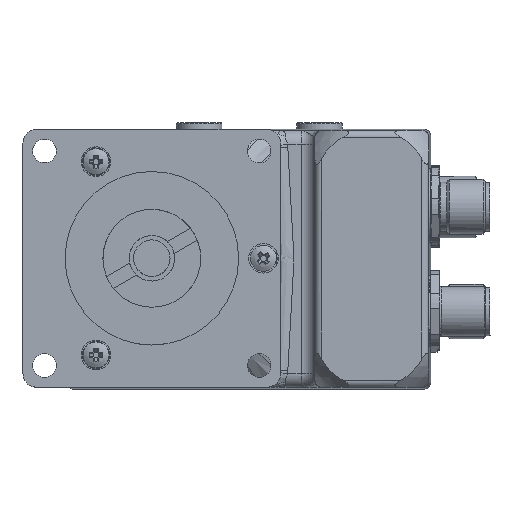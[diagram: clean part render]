
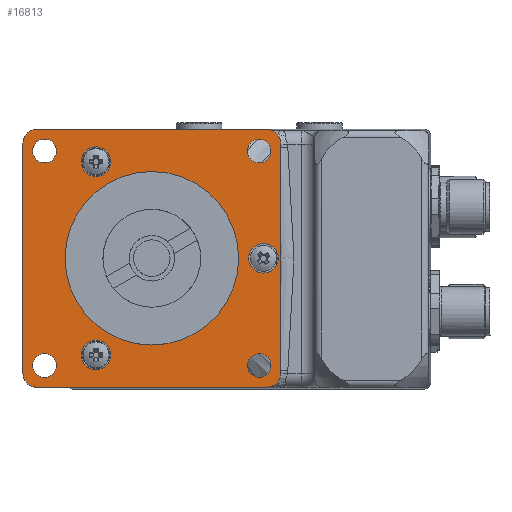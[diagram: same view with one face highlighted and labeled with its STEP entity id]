
A CAD part, top view. The second image highlights one B-rep face of the part: STEP entity #16813.
In plain terms, the highlighted planar face has unit normal (0, 0, 1).
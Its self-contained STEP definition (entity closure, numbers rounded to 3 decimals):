
#619=FACE_BOUND('',#2965,.T.);
#620=FACE_BOUND('',#2966,.T.);
#621=FACE_BOUND('',#2967,.T.);
#622=FACE_BOUND('',#2968,.T.);
#623=FACE_BOUND('',#2969,.T.);
#624=FACE_BOUND('',#2970,.T.);
#625=FACE_BOUND('',#2971,.T.);
#626=FACE_BOUND('',#2972,.T.);
#1069=CIRCLE('',#17928,2.6);
#1071=CIRCLE('',#17931,2.6);
#1080=CIRCLE('',#17945,3.);
#1081=CIRCLE('',#17947,3.);
#1082=CIRCLE('',#17949,3.);
#1083=CIRCLE('',#17950,3.);
#1084=CIRCLE('',#17951,19.05);
#1085=CIRCLE('',#17952,2.6);
#1086=CIRCLE('',#17953,2.6);
#1087=CIRCLE('',#17954,3.25);
#1088=CIRCLE('',#17955,3.25);
#1089=CIRCLE('',#17956,3.25);
#1090=CIRCLE('',#17957,3.25);
#1091=CIRCLE('',#17958,3.25);
#1092=CIRCLE('',#17959,3.25);
#2107=FACE_OUTER_BOUND('',#2964,.T.);
#2964=EDGE_LOOP('',(#11340,#11341,#11342,#11343,#11344,#11345,#11346,#11347));
#2965=EDGE_LOOP('',(#11348));
#2966=EDGE_LOOP('',(#11349));
#2967=EDGE_LOOP('',(#11350));
#2968=EDGE_LOOP('',(#11351));
#2969=EDGE_LOOP('',(#11352));
#2970=EDGE_LOOP('',(#11353,#11354));
#2971=EDGE_LOOP('',(#11355,#11356));
#2972=EDGE_LOOP('',(#11357,#11358));
#3953=LINE('',#25459,#5198);
#3960=LINE('',#25490,#5205);
#3961=LINE('',#25494,#5206);
#3962=LINE('',#25497,#5207);
#5198=VECTOR('',#20182,50.6);
#5205=VECTOR('',#20219,50.6);
#5206=VECTOR('',#20222,50.6);
#5207=VECTOR('',#20225,50.6);
#6563=VERTEX_POINT('',#25439);
#6565=VERTEX_POINT('',#25445);
#6570=VERTEX_POINT('',#25456);
#6571=VERTEX_POINT('',#25458);
#6578=VERTEX_POINT('',#25481);
#6579=VERTEX_POINT('',#25485);
#6580=VERTEX_POINT('',#25489);
#6581=VERTEX_POINT('',#25491);
#6582=VERTEX_POINT('',#25493);
#6583=VERTEX_POINT('',#25495);
#6584=VERTEX_POINT('',#25498);
#6585=VERTEX_POINT('',#25500);
#6586=VERTEX_POINT('',#25502);
#6587=VERTEX_POINT('',#25504);
#6588=VERTEX_POINT('',#25505);
#6589=VERTEX_POINT('',#25508);
#6590=VERTEX_POINT('',#25509);
#6591=VERTEX_POINT('',#25512);
#6592=VERTEX_POINT('',#25513);
#8502=EDGE_CURVE('',#6563,#6563,#1069,.T.);
#8505=EDGE_CURVE('',#6565,#6565,#1071,.T.);
#8511=EDGE_CURVE('',#6570,#6571,#3953,.T.);
#8523=EDGE_CURVE('',#6571,#6578,#1080,.T.);
#8526=EDGE_CURVE('',#6579,#6570,#1081,.T.);
#8527=EDGE_CURVE('',#6580,#6579,#3960,.T.);
#8528=EDGE_CURVE('',#6581,#6580,#1082,.T.);
#8529=EDGE_CURVE('',#6582,#6581,#3961,.T.);
#8530=EDGE_CURVE('',#6583,#6582,#1083,.T.);
#8531=EDGE_CURVE('',#6578,#6583,#3962,.T.);
#8532=EDGE_CURVE('',#6584,#6584,#1084,.T.);
#8533=EDGE_CURVE('',#6585,#6585,#1085,.T.);
#8534=EDGE_CURVE('',#6586,#6586,#1086,.T.);
#8535=EDGE_CURVE('',#6587,#6588,#1087,.T.);
#8536=EDGE_CURVE('',#6588,#6587,#1088,.T.);
#8537=EDGE_CURVE('',#6589,#6590,#1089,.T.);
#8538=EDGE_CURVE('',#6590,#6589,#1090,.T.);
#8539=EDGE_CURVE('',#6591,#6592,#1091,.T.);
#8540=EDGE_CURVE('',#6592,#6591,#1092,.T.);
#11340=ORIENTED_EDGE('',*,*,#8511,.F.);
#11341=ORIENTED_EDGE('',*,*,#8526,.F.);
#11342=ORIENTED_EDGE('',*,*,#8527,.F.);
#11343=ORIENTED_EDGE('',*,*,#8528,.F.);
#11344=ORIENTED_EDGE('',*,*,#8529,.F.);
#11345=ORIENTED_EDGE('',*,*,#8530,.F.);
#11346=ORIENTED_EDGE('',*,*,#8531,.F.);
#11347=ORIENTED_EDGE('',*,*,#8523,.F.);
#11348=ORIENTED_EDGE('',*,*,#8532,.T.);
#11349=ORIENTED_EDGE('',*,*,#8502,.T.);
#11350=ORIENTED_EDGE('',*,*,#8533,.T.);
#11351=ORIENTED_EDGE('',*,*,#8505,.T.);
#11352=ORIENTED_EDGE('',*,*,#8534,.T.);
#11353=ORIENTED_EDGE('',*,*,#8535,.T.);
#11354=ORIENTED_EDGE('',*,*,#8536,.T.);
#11355=ORIENTED_EDGE('',*,*,#8537,.T.);
#11356=ORIENTED_EDGE('',*,*,#8538,.T.);
#11357=ORIENTED_EDGE('',*,*,#8539,.T.);
#11358=ORIENTED_EDGE('',*,*,#8540,.T.);
#15546=PLANE('',#17948);
#16813=ADVANCED_FACE('',(#2107,#619,#620,#621,#622,#623,#624,#625,#626),
#15546,.T.);
#17928=AXIS2_PLACEMENT_3D('',#25440,#20165,#20166);
#17931=AXIS2_PLACEMENT_3D('',#25446,#20172,#20173);
#17945=AXIS2_PLACEMENT_3D('',#25482,#20209,#20210);
#17947=AXIS2_PLACEMENT_3D('',#25487,#20215,#20216);
#17948=AXIS2_PLACEMENT_3D('',#25488,#20217,#20218);
#17949=AXIS2_PLACEMENT_3D('',#25492,#20220,#20221);
#17950=AXIS2_PLACEMENT_3D('',#25496,#20223,#20224);
#17951=AXIS2_PLACEMENT_3D('',#25499,#20226,#20227);
#17952=AXIS2_PLACEMENT_3D('',#25501,#20228,#20229);
#17953=AXIS2_PLACEMENT_3D('',#25503,#20230,#20231);
#17954=AXIS2_PLACEMENT_3D('',#25506,#20232,#20233);
#17955=AXIS2_PLACEMENT_3D('',#25507,#20234,#20235);
#17956=AXIS2_PLACEMENT_3D('',#25510,#20236,#20237);
#17957=AXIS2_PLACEMENT_3D('',#25511,#20238,#20239);
#17958=AXIS2_PLACEMENT_3D('',#25514,#20240,#20241);
#17959=AXIS2_PLACEMENT_3D('',#25515,#20242,#20243);
#20165=DIRECTION('center_axis',(0.,0.,-1.));
#20166=DIRECTION('ref_axis',(0.,1.,0.));
#20172=DIRECTION('center_axis',(0.,0.,-1.));
#20173=DIRECTION('ref_axis',(0.,1.,0.));
#20182=DIRECTION('',(0.,-1.,0.));
#20209=DIRECTION('center_axis',(0.,0.,-1.));
#20210=DIRECTION('ref_axis',(0.,1.,0.));
#20215=DIRECTION('center_axis',(0.,0.,-1.));
#20216=DIRECTION('ref_axis',(-1.,0.,0.));
#20217=DIRECTION('center_axis',(0.,0.,1.));
#20218=DIRECTION('ref_axis',(0.,-1.,0.));
#20219=DIRECTION('',(1.,0.,0.));
#20220=DIRECTION('center_axis',(0.,0.,-1.));
#20221=DIRECTION('ref_axis',(0.,-1.,0.));
#20222=DIRECTION('',(0.,1.,0.));
#20223=DIRECTION('center_axis',(0.,0.,-1.));
#20224=DIRECTION('ref_axis',(1.,0.,0.));
#20225=DIRECTION('',(-1.,0.,0.));
#20226=DIRECTION('center_axis',(0.,0.,-1.));
#20227=DIRECTION('ref_axis',(0.,1.,0.));
#20228=DIRECTION('center_axis',(0.,0.,-1.));
#20229=DIRECTION('ref_axis',(0.,1.,0.));
#20230=DIRECTION('center_axis',(0.,0.,-1.));
#20231=DIRECTION('ref_axis',(0.,1.,0.));
#20232=DIRECTION('center_axis',(0.,0.,-1.));
#20233=DIRECTION('ref_axis',(0.,-1.,0.));
#20234=DIRECTION('center_axis',(0.,0.,-1.));
#20235=DIRECTION('ref_axis',(0.,-1.,0.));
#20236=DIRECTION('center_axis',(0.,0.,-1.));
#20237=DIRECTION('ref_axis',(0.,-1.,0.));
#20238=DIRECTION('center_axis',(0.,0.,-1.));
#20239=DIRECTION('ref_axis',(0.,-1.,0.));
#20240=DIRECTION('center_axis',(0.,0.,-1.));
#20241=DIRECTION('ref_axis',(0.,-1.,0.));
#20242=DIRECTION('center_axis',(0.,0.,-1.));
#20243=DIRECTION('ref_axis',(0.,-1.,0.));
#25439=CARTESIAN_POINT('',(-23.55,-26.15,0.));
#25440=CARTESIAN_POINT('Origin',(-23.55,-23.55,0.));
#25445=CARTESIAN_POINT('',(23.55,20.95,0.));
#25446=CARTESIAN_POINT('Origin',(23.55,23.55,0.));
#25456=CARTESIAN_POINT('',(28.3,25.3,0.));
#25458=CARTESIAN_POINT('',(28.3,-25.3,0.));
#25459=CARTESIAN_POINT('',(28.3,25.3,0.));
#25481=CARTESIAN_POINT('',(25.3,-28.3,0.));
#25482=CARTESIAN_POINT('Origin',(25.3,-25.3,0.));
#25485=CARTESIAN_POINT('',(25.3,28.3,0.));
#25487=CARTESIAN_POINT('Origin',(25.3,25.3,0.));
#25488=CARTESIAN_POINT('Origin',(0.,0.,
0.));
#25489=CARTESIAN_POINT('',(-25.3,28.3,0.));
#25490=CARTESIAN_POINT('',(-25.3,28.3,0.));
#25491=CARTESIAN_POINT('',(-28.3,25.3,0.));
#25492=CARTESIAN_POINT('Origin',(-25.3,25.3,0.));
#25493=CARTESIAN_POINT('',(-28.3,-25.3,0.));
#25494=CARTESIAN_POINT('',(-28.3,-25.3,0.));
#25495=CARTESIAN_POINT('',(-25.3,-28.3,0.));
#25496=CARTESIAN_POINT('Origin',(-25.3,-25.3,0.));
#25497=CARTESIAN_POINT('',(25.3,-28.3,0.));
#25498=CARTESIAN_POINT('',(0.,-19.05,0.));
#25499=CARTESIAN_POINT('Origin',(0.,0.,0.));
#25500=CARTESIAN_POINT('',(23.55,-26.15,0.));
#25501=CARTESIAN_POINT('Origin',(23.55,-23.55,0.));
#25502=CARTESIAN_POINT('',(-23.55,20.95,0.));
#25503=CARTESIAN_POINT('Origin',(-23.55,23.55,0.));
#25504=CARTESIAN_POINT('',(24.5,-3.25,0.));
#25505=CARTESIAN_POINT('',(24.5,3.25,0.));
#25506=CARTESIAN_POINT('Origin',(24.5,0.,0.));
#25507=CARTESIAN_POINT('Origin',(24.5,0.,0.));
#25508=CARTESIAN_POINT('',(-12.25,17.968,0.));
#25509=CARTESIAN_POINT('',(-12.25,24.468,0.));
#25510=CARTESIAN_POINT('Origin',(-12.25,21.218,0.));
#25511=CARTESIAN_POINT('Origin',(-12.25,21.218,0.));
#25512=CARTESIAN_POINT('',(-12.25,-24.468,0.));
#25513=CARTESIAN_POINT('',(-12.25,-17.968,0.));
#25514=CARTESIAN_POINT('Origin',(-12.25,-21.218,0.));
#25515=CARTESIAN_POINT('Origin',(-12.25,-21.218,0.));
